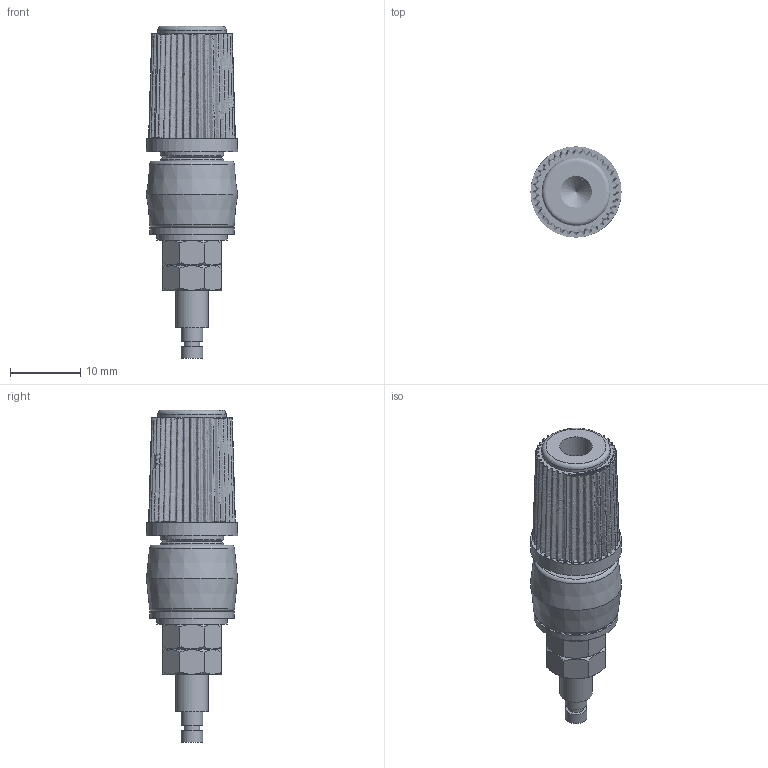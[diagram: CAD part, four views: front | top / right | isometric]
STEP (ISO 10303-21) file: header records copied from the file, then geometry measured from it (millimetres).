
FILE_DESCRIPTION(/* description */ (''),/* implementation_level */ '2;1');
FILE_NAME(/* name */ 'User Library-BS-244DSM-G.step',/* time_stamp */ '2020-12-25T19:30:41+01:00',/* author */ (''),/* organization */ (''),/* preprocessor_version */ 'ST-DEVELOPER v18.1',/* originating_system */ 'Autodesk Translation Framework v9.7.1.1290',/* authorisation */ '');
FILE_SCHEMA (('AUTOMOTIVE_DESIGN { 1 0 10303 214 3 1 1 }'));
Length unit declared in the file: millimetre
Products named in the file (13): (Unsaved); Assembly1; Body; Part9; Part1; Assembly2; Part2; Part7; Part3; Part5; Part6; Part4; Part33
Assembly tree (13 placements, depth 3):
  (Unsaved)
    Assembly1
      Body
      Part9
      Part1
    Assembly2
      Part2
      Part7
    Part3
    Part5
    Part6
    Part4
    Part33  x2
Bounding box: 13 x 13 x 47.3 mm (x, y, z)
Volume: 2897.5 mm3; surface area: 5171 mm2
Topology: 11 solids, 11 shells, 115 faces, 237 edges, 155 vertices
Faces by surface type: plane 57, cylinder 31, cone 15, torus 10, bspline 2
Full cylindrical faces by diameter (mm): 2.2 x1, 3.1 x2, 4 x1, 4.38 x1, 4.68 x4, 4.7 x1, 5.1 x1, 5.2 x1, 5.3 x2, 5.82 x3, 6.4 x1, 9 x4, 9.3 x1, 9.75 x1, 10 x1, 12 x1
Entity records: 8586 total; most frequent: CARTESIAN_POINT 6022, DIRECTION 523, ORIENTED_EDGE 400, AXIS2_PLACEMENT_3D 231, EDGE_CURVE 200, VERTEX_POINT 132, EDGE_LOOP 130, CIRCLE 107
